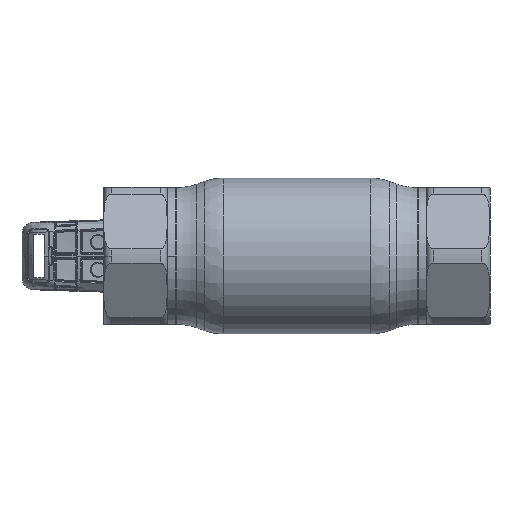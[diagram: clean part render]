
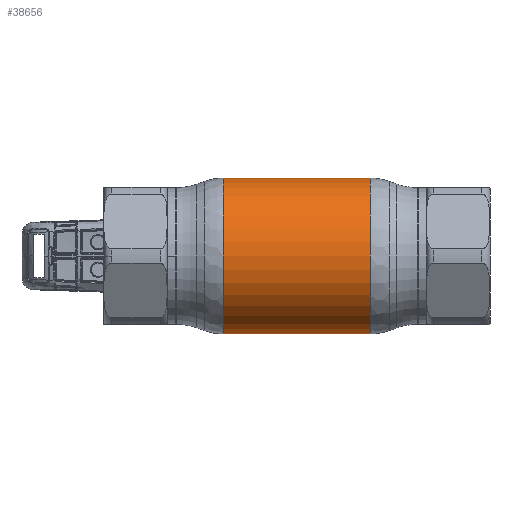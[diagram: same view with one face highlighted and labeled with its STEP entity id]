
A CAD part, front view. The second image highlights one B-rep face of the part: STEP entity #38656.
In plain terms, the highlighted cylindrical face has radius 28.25 mm (diameter 56.5 mm), a partial arc.
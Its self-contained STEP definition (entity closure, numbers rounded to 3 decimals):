
#634 = CARTESIAN_POINT ( 'NONE',  ( 26.673, 0., -28.25 ) ) ;
#646 = EDGE_CURVE ( 'NONE', #2478, #48088, #42004, .T. ) ;
#2478 = VERTEX_POINT ( 'NONE', #634 ) ;
#2795 = LINE ( 'NONE', #4719, #48110 ) ;
#4719 = CARTESIAN_POINT ( 'NONE',  ( -62.69, 0., -28.25 ) ) ;
#4918 = DIRECTION ( 'NONE',  ( -1., 0., 0. ) ) ;
#4996 = EDGE_CURVE ( 'NONE', #48088, #33261, #12657, .T. ) ;
#6119 = FACE_OUTER_BOUND ( 'NONE', #31676, .T. ) ;
#8415 = AXIS2_PLACEMENT_3D ( 'NONE', #48078, #38184, #52688 ) ;
#12657 = LINE ( 'NONE', #19163, #19086 ) ;
#14234 = CIRCLE ( 'NONE', #8415, 28.25 ) ;
#15918 = DIRECTION ( 'NONE',  ( -1., 0., 0. ) ) ;
#18034 = AXIS2_PLACEMENT_3D ( 'NONE', #58531, #50257, #59504 ) ;
#18198 = DIRECTION ( 'NONE',  ( -1., 0., 0. ) ) ;
#19086 = VECTOR ( 'NONE', #15918, 1000. ) ;
#19163 = CARTESIAN_POINT ( 'NONE',  ( -62.69, 0., 28.25 ) ) ;
#20874 = CARTESIAN_POINT ( 'NONE',  ( -26.673, 0., -28.25 ) ) ;
#22823 = DIRECTION ( 'NONE',  ( 0., 0., 1. ) ) ;
#27045 = ORIENTED_EDGE ( 'NONE', *, *, #4996, .T. ) ;
#28363 = ORIENTED_EDGE ( 'NONE', *, *, #646, .T. ) ;
#31676 = EDGE_LOOP ( 'NONE', ( #37713, #28363, #27045, #32620 ) ) ;
#32620 = ORIENTED_EDGE ( 'NONE', *, *, #45531, .F. ) ;
#32984 = VERTEX_POINT ( 'NONE', #20874 ) ;
#33261 = VERTEX_POINT ( 'NONE', #56478 ) ;
#36483 = CARTESIAN_POINT ( 'NONE',  ( 26.673, 0., 0. ) ) ;
#37713 = ORIENTED_EDGE ( 'NONE', *, *, #45285, .F. ) ;
#38184 = DIRECTION ( 'NONE',  ( -1., 0., 0. ) ) ;
#38656 = ADVANCED_FACE ( 'NONE', ( #6119 ), #44206, .T. ) ;
#42004 = CIRCLE ( 'NONE', #48785, 28.25 ) ;
#44206 = CYLINDRICAL_SURFACE ( 'NONE', #18034, 28.25 ) ;
#45285 = EDGE_CURVE ( 'NONE', #2478, #32984, #2795, .T. ) ;
#45531 = EDGE_CURVE ( 'NONE', #32984, #33261, #14234, .T. ) ;
#48078 = CARTESIAN_POINT ( 'NONE',  ( -26.673, 0., 0. ) ) ;
#48088 = VERTEX_POINT ( 'NONE', #49229 ) ;
#48110 = VECTOR ( 'NONE', #4918, 1000. ) ;
#48785 = AXIS2_PLACEMENT_3D ( 'NONE', #36483, #18198, #22823 ) ;
#49229 = CARTESIAN_POINT ( 'NONE',  ( 26.673, 0., 28.25 ) ) ;
#50257 = DIRECTION ( 'NONE',  ( -1., 0., 0. ) ) ;
#52688 = DIRECTION ( 'NONE',  ( 0., 0., 1. ) ) ;
#56478 = CARTESIAN_POINT ( 'NONE',  ( -26.673, 0., 28.25 ) ) ;
#58531 = CARTESIAN_POINT ( 'NONE',  ( -62.69, 0., 0. ) ) ;
#59504 = DIRECTION ( 'NONE',  ( 0., 0., 1. ) ) ;
